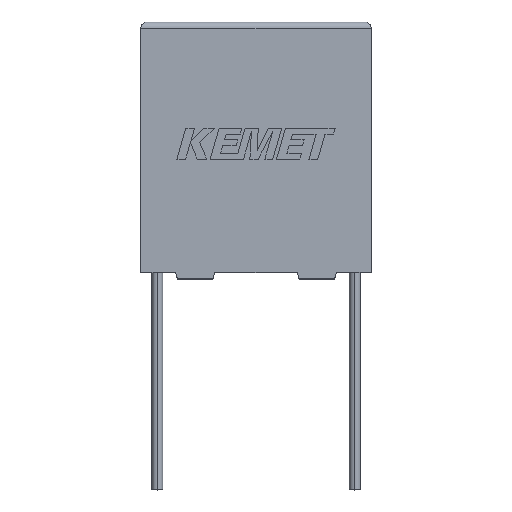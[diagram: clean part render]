
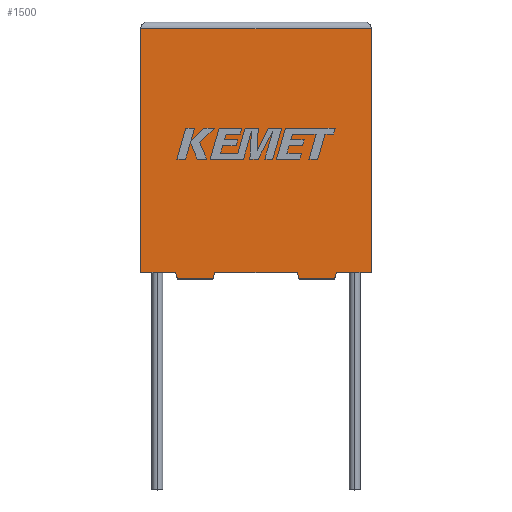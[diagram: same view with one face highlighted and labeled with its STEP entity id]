
A CAD part, top view. The second image highlights one B-rep face of the part: STEP entity #1500.
In plain terms, the highlighted planar face has unit normal (0, 0, 1).
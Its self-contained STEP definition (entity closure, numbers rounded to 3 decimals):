
#6 = LINE ( 'NONE', #871, #1265 ) ;
#25 = DIRECTION ( 'NONE',  ( 1., 0., 0. ) ) ;
#51 = CARTESIAN_POINT ( 'NONE',  ( 11.873, 0., 11.5 ) ) ;
#85 = DIRECTION ( 'NONE',  ( -1., 0., 0. ) ) ;
#96 = EDGE_CURVE ( 'NONE', #758, #2292, #1237, .T. ) ;
#101 = CARTESIAN_POINT ( 'NONE',  ( 14.7, -0.5, 11.5 ) ) ;
#106 = ORIENTED_EDGE ( 'NONE', *, *, #141, .T. ) ;
#107 = ORIENTED_EDGE ( 'NONE', *, *, #714, .T. ) ;
#109 = VERTEX_POINT ( 'NONE', #637 ) ;
#114 = VECTOR ( 'NONE', #1213, 1000. ) ;
#141 = EDGE_CURVE ( 'NONE', #109, #2576, #1193, .T. ) ;
#193 = DIRECTION ( 'NONE',  ( 0., -1., 0. ) ) ;
#298 = VERTEX_POINT ( 'NONE', #1687 ) ;
#300 = VECTOR ( 'NONE', #1779, 1000. ) ;
#330 = VECTOR ( 'NONE', #85, 1000. ) ;
#336 = EDGE_CURVE ( 'NONE', #2292, #3149, #677, .T. ) ;
#347 = ORIENTED_EDGE ( 'NONE', *, *, #2587, .T. ) ;
#373 = ORIENTED_EDGE ( 'NONE', *, *, #1764, .F. ) ;
#388 = VERTEX_POINT ( 'NONE', #51 ) ;
#419 = EDGE_CURVE ( 'NONE', #1244, #388, #996, .T. ) ;
#433 = EDGE_CURVE ( 'NONE', #1901, #1436, #2120, .T. ) ;
#491 = ORIENTED_EDGE ( 'NONE', *, *, #2091, .T. ) ;
#514 = CARTESIAN_POINT ( 'NONE',  ( 2.65, 0., 11.5 ) ) ;
#520 = VECTOR ( 'NONE', #1081, 1000. ) ;
#542 = CARTESIAN_POINT ( 'NONE',  ( 0., 0., 11.5 ) ) ;
#570 = EDGE_CURVE ( 'NONE', #758, #1422, #2273, .T. ) ;
#601 = CARTESIAN_POINT ( 'NONE',  ( 17.5, 0., 11.5 ) ) ;
#617 = VECTOR ( 'NONE', #1727, 1000. ) ;
#637 = CARTESIAN_POINT ( 'NONE',  ( 0., 18.5, 11.5 ) ) ;
#641 = ORIENTED_EDGE ( 'NONE', *, *, #570, .F. ) ;
#677 = LINE ( 'NONE', #2221, #790 ) ;
#702 = LINE ( 'NONE', #2788, #330 ) ;
#714 = EDGE_CURVE ( 'NONE', #2576, #1901, #6, .T. ) ;
#758 = VERTEX_POINT ( 'NONE', #1694 ) ;
#759 = ORIENTED_EDGE ( 'NONE', *, *, #96, .T. ) ;
#790 = VECTOR ( 'NONE', #1964, 1000. ) ;
#846 = CARTESIAN_POINT ( 'NONE',  ( 0., 0., 11.5 ) ) ;
#850 = CARTESIAN_POINT ( 'NONE',  ( 2.65, 0., 11.5 ) ) ;
#871 = CARTESIAN_POINT ( 'NONE',  ( 0., 0., 11.5 ) ) ;
#876 = CARTESIAN_POINT ( 'NONE',  ( 0., 0., 11.5 ) ) ;
#890 = VECTOR ( 'NONE', #1575, 1000. ) ;
#936 = CARTESIAN_POINT ( 'NONE',  ( 17.5, 18.5, 11.5 ) ) ;
#940 = CARTESIAN_POINT ( 'NONE',  ( 0., 0., 11.5 ) ) ;
#996 = LINE ( 'NONE', #542, #1695 ) ;
#1036 = CARTESIAN_POINT ( 'NONE',  ( 0., 18.5, 11.5 ) ) ;
#1081 = DIRECTION ( 'NONE',  ( -0.287, -0.958, 0. ) ) ;
#1092 = ORIENTED_EDGE ( 'NONE', *, *, #419, .T. ) ;
#1120 = VECTOR ( 'NONE', #193, 1000. ) ;
#1163 = LINE ( 'NONE', #1036, #2666 ) ;
#1192 = PLANE ( 'NONE',  #3155 ) ;
#1193 = LINE ( 'NONE', #876, #1120 ) ;
#1209 = DIRECTION ( 'NONE',  ( -1., 0., 0. ) ) ;
#1213 = DIRECTION ( 'NONE',  ( 0.287, 0.958, 0. ) ) ;
#1214 = CARTESIAN_POINT ( 'NONE',  ( 12.023, -0.5, 11.5 ) ) ;
#1237 = LINE ( 'NONE', #846, #1975 ) ;
#1244 = VERTEX_POINT ( 'NONE', #3123 ) ;
#1265 = VECTOR ( 'NONE', #1406, 1000. ) ;
#1285 = DIRECTION ( 'NONE',  ( -1., 0., 0. ) ) ;
#1406 = DIRECTION ( 'NONE',  ( 1., 0., 0. ) ) ;
#1422 = VERTEX_POINT ( 'NONE', #101 ) ;
#1436 = VERTEX_POINT ( 'NONE', #1706 ) ;
#1500 = ADVANCED_FACE ( 'NONE', ( #2001 ), #1192, .F. ) ;
#1575 = DIRECTION ( 'NONE',  ( 1., 0., 0. ) ) ;
#1578 = CARTESIAN_POINT ( 'NONE',  ( 14.85, 0., 11.5 ) ) ;
#1687 = CARTESIAN_POINT ( 'NONE',  ( 5.478, -0.5, 11.5 ) ) ;
#1694 = CARTESIAN_POINT ( 'NONE',  ( 14.85, 0., 11.5 ) ) ;
#1695 = VECTOR ( 'NONE', #25, 1000. ) ;
#1706 = CARTESIAN_POINT ( 'NONE',  ( 2.8, -0.5, 11.5 ) ) ;
#1727 = DIRECTION ( 'NONE',  ( -0.287, 0.958, 0. ) ) ;
#1764 = EDGE_CURVE ( 'NONE', #1422, #2204, #702, .T. ) ;
#1779 = DIRECTION ( 'NONE',  ( 0.287, -0.958, 0. ) ) ;
#1782 = ORIENTED_EDGE ( 'NONE', *, *, #336, .T. ) ;
#1801 = CARTESIAN_POINT ( 'NONE',  ( 2.8, -0.5, 11.5 ) ) ;
#1872 = LINE ( 'NONE', #1944, #114 ) ;
#1901 = VERTEX_POINT ( 'NONE', #850 ) ;
#1944 = CARTESIAN_POINT ( 'NONE',  ( 5.478, -0.5, 11.5 ) ) ;
#1964 = DIRECTION ( 'NONE',  ( 0., 1., 0. ) ) ;
#1975 = VECTOR ( 'NONE', #2624, 1000. ) ;
#2001 = FACE_OUTER_BOUND ( 'NONE', #3168, .T. ) ;
#2063 = CARTESIAN_POINT ( 'NONE',  ( 0., 0., 11.5 ) ) ;
#2091 = EDGE_CURVE ( 'NONE', #1436, #298, #2444, .T. ) ;
#2120 = LINE ( 'NONE', #514, #300 ) ;
#2204 = VERTEX_POINT ( 'NONE', #2263 ) ;
#2221 = CARTESIAN_POINT ( 'NONE',  ( 17.5, 0., 11.5 ) ) ;
#2263 = CARTESIAN_POINT ( 'NONE',  ( 12.023, -0.5, 11.5 ) ) ;
#2273 = LINE ( 'NONE', #1578, #520 ) ;
#2292 = VERTEX_POINT ( 'NONE', #601 ) ;
#2444 = LINE ( 'NONE', #1801, #890 ) ;
#2576 = VERTEX_POINT ( 'NONE', #2063 ) ;
#2587 = EDGE_CURVE ( 'NONE', #298, #1244, #1872, .T. ) ;
#2596 = ORIENTED_EDGE ( 'NONE', *, *, #2707, .T. ) ;
#2624 = DIRECTION ( 'NONE',  ( 1., 0., 0. ) ) ;
#2666 = VECTOR ( 'NONE', #1285, 1000. ) ;
#2707 = EDGE_CURVE ( 'NONE', #3149, #109, #1163, .T. ) ;
#2708 = DIRECTION ( 'NONE',  ( 0., 0., -1. ) ) ;
#2788 = CARTESIAN_POINT ( 'NONE',  ( 14.7, -0.5, 11.5 ) ) ;
#2866 = ORIENTED_EDGE ( 'NONE', *, *, #3226, .F. ) ;
#3080 = ORIENTED_EDGE ( 'NONE', *, *, #433, .T. ) ;
#3121 = LINE ( 'NONE', #1214, #617 ) ;
#3123 = CARTESIAN_POINT ( 'NONE',  ( 5.628, 0., 11.5 ) ) ;
#3149 = VERTEX_POINT ( 'NONE', #936 ) ;
#3155 = AXIS2_PLACEMENT_3D ( 'NONE', #940, #2708, #1209 ) ;
#3168 = EDGE_LOOP ( 'NONE', ( #1782, #2596, #106, #107, #3080, #491, #347, #1092, #2866, #373, #641, #759 ) ) ;
#3226 = EDGE_CURVE ( 'NONE', #2204, #388, #3121, .T. ) ;
